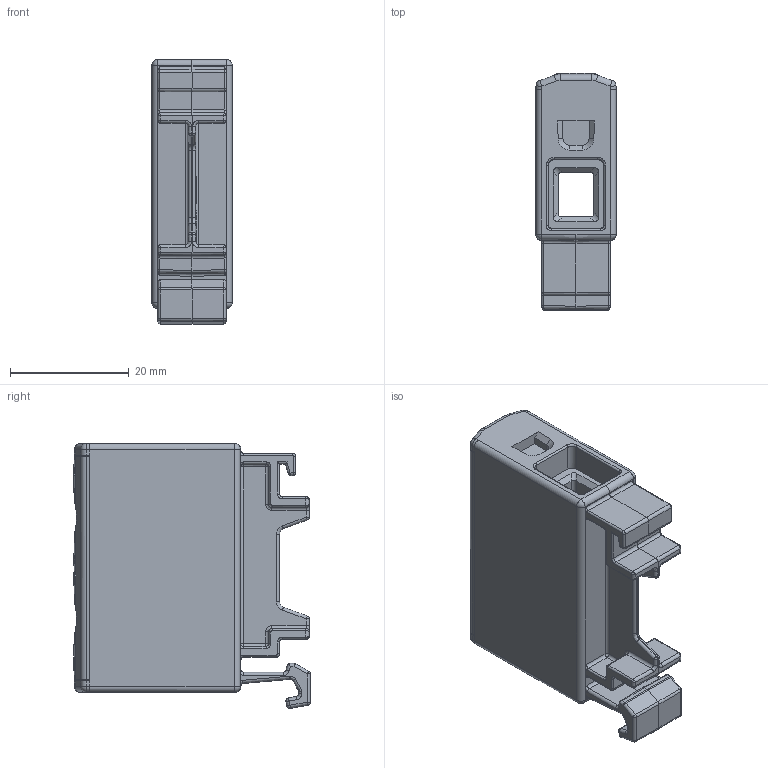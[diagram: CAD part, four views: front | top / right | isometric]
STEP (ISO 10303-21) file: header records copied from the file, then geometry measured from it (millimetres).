
FILE_DESCRIPTION(/* description */ ('Kleinverteiler'),/* implementation_level */ '2;1');
FILE_NAME(/* name */ '27207.0_SVBKA_16_LG.stp',/* time_stamp */ '2017-10-06T09:16:07+02:00',/* author */ ('N.Sziegat'),/* organization */ ('CONTA-CLIP Verbindungstechnik GmbH'),/* preprocessor_version */ 'ST-DEVELOPER v16.1',/* originating_system */ 'Autodesk Inventor 2016',/* authorisation */ '');
FILE_SCHEMA (('AUTOMOTIVE_DESIGN { 1 0 10303 214 3 1 1 }'));
Products named in the file (1): 27207.0_SVBKA_16_LG
Bounding box: 13.5 x 39.85 x 44.59 mm (x, y, z)
Volume: 14055.2 mm3; surface area: 7311.8 mm2
Topology: 1 solids, 1 shells, 1735 faces, 4796 edges, 3061 vertices
Faces by surface type: plane 1278, cylinder 271, bspline 136, sphere 34, torus 8, cone 8
Full cylindrical faces by diameter (mm): 6.988 x2
Entity records: 57452 total; most frequent: CARTESIAN_POINT 13527, ORIENTED_EDGE 9502, DIRECTION 8709, EDGE_CURVE 4751, LINE 3427, VECTOR 3427, VERTEX_POINT 3059, AXIS2_PLACEMENT_3D 2641
